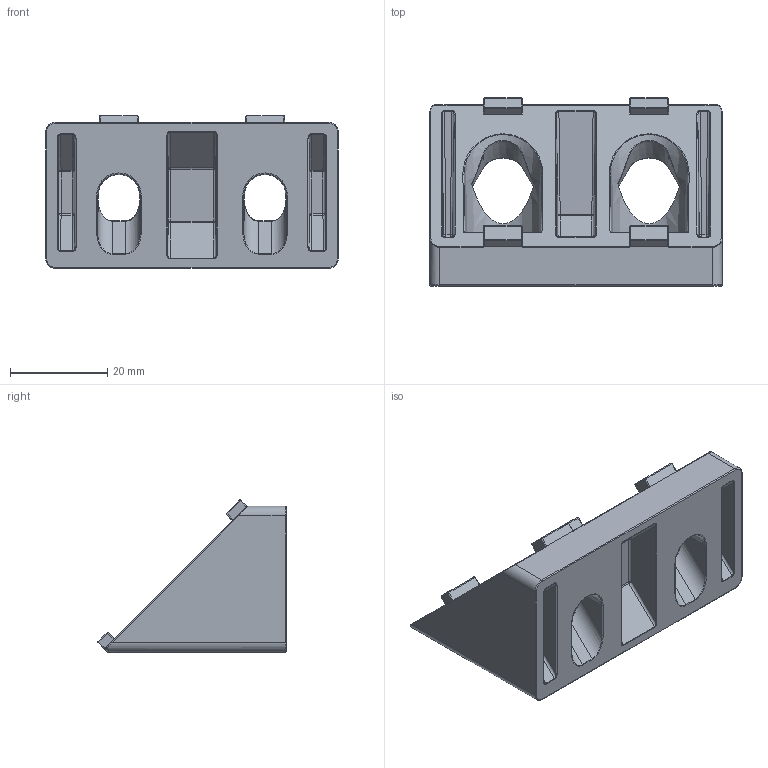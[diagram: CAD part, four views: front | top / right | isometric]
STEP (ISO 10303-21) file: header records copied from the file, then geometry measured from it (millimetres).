
FILE_DESCRIPTION (( 'STEP AP214' ), '1' );
FILE_NAME ('093WS30245N08.STEP', '2015-09-17T13:18:45', ( 'Admin' ), ( 'Hewlett-Packard Company' ), 'SwSTEP 2.0', 'SolidWorks 2014', '' );
FILE_SCHEMA (( 'AUTOMOTIVE_DESIGN' ));
Length unit declared in the file: millimetre
Products named in the file (1): 093WS30245N08
Bounding box: 60 x 38.62 x 31.33 mm (x, y, z)
Volume: 23033.8 mm3; surface area: 12805.4 mm2
Topology: 1 solids, 1 shells, 363 faces, 841 edges, 458 vertices
Faces by surface type: cylinder 162, plane 75, bspline 66, sphere 36, torus 16, cone 8
Entity records: 11564 total; most frequent: CARTESIAN_POINT 4124, ORIENTED_EDGE 1610, DIRECTION 1509, EDGE_CURVE 805, AXIS2_PLACEMENT_3D 576, VERTEX_POINT 450, EDGE_LOOP 377, FACE_OUTER_BOUND 363
